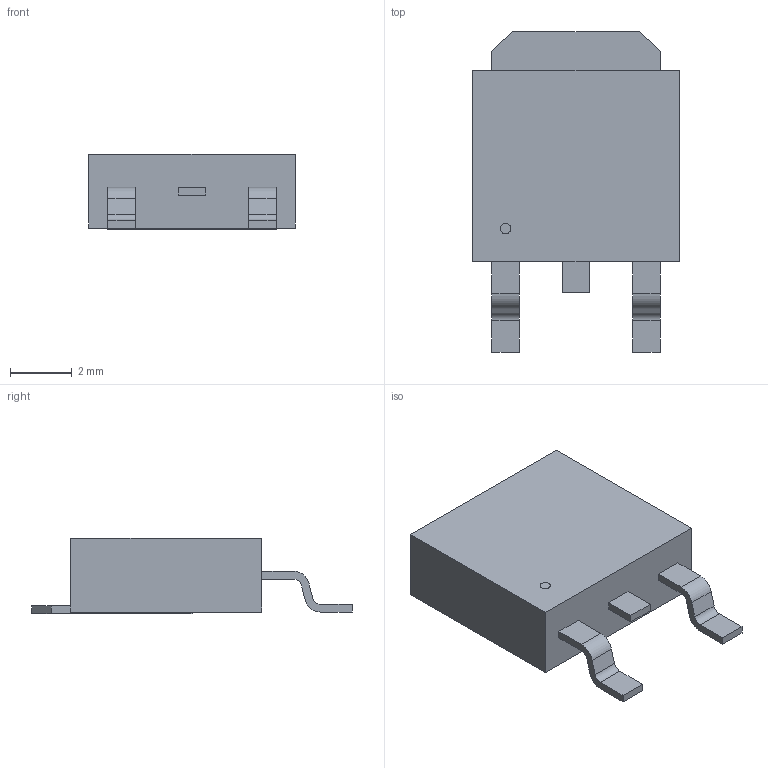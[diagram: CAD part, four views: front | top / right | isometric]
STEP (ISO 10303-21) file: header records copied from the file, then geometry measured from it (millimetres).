
FILE_DESCRIPTION(('STEP AP214'),'1');
FILE_NAME('D-PAK_DMN6040SK3-13_DIO','2024-11-25T08:57:18',(''),(''),'','','');
FILE_SCHEMA(('AUTOMOTIVE_DESIGN'));
Length unit declared in the file: millimetre
Products named in the file (1): product
Bounding box: 6.71 x 10.41 x 2.44 mm (x, y, z)
Volume: 103.7 mm3; surface area: 218.1 mm2
Topology: 6 solids, 6 shells, 59 faces, 141 edges, 94 vertices
Faces by surface type: plane 50, cylinder 9
Full cylindrical faces by diameter (mm): 0.335 x1
Entity records: 1779 total; most frequent: DIRECTION 280, ORIENTED_EDGE 280, CARTESIAN_POINT 165, EDGE_CURVE 140, LINE 122, VECTOR 122, VERTEX_POINT 94, AXIS2_PLACEMENT_3D 79
